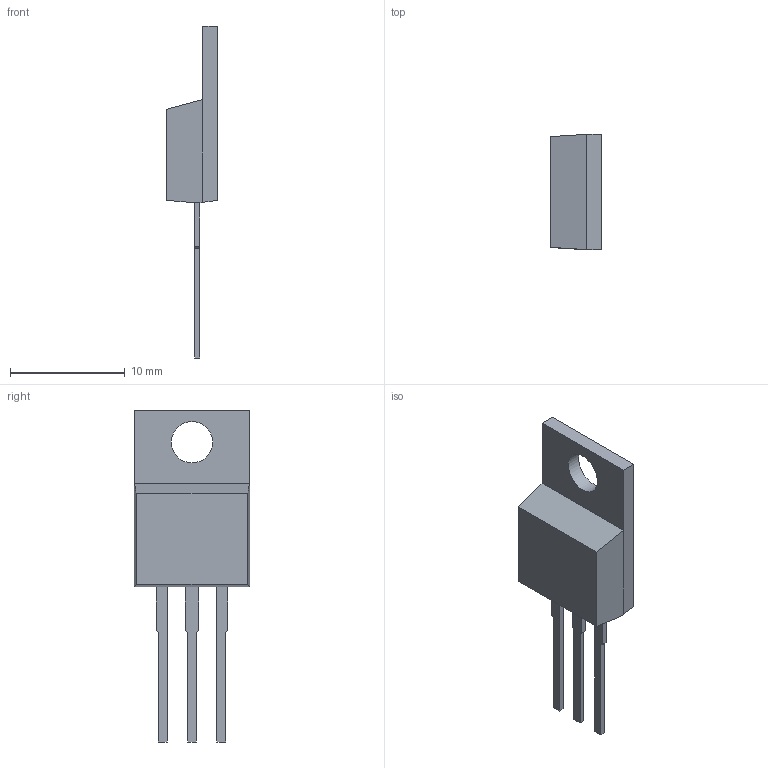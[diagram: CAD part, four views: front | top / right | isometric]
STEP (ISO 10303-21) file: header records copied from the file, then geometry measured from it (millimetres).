
FILE_DESCRIPTION( ( '' ), ' ' );
FILE_NAME( '5a7adb7c1fbec10ed95a2bc7.step', '2018-02-07T10:57:00', ( '' ), ( '' ), ' ', ' ', ' ' );
FILE_SCHEMA( ( 'AUTOMOTIVE_DESIGN { 1 0 10303 214 1 1 1 1 }' ) );
Length unit declared in the file: metre
Products named in the file (4): Open CASCADE STEP translator 6.8 4; Open CASCADE STEP translator 6.8 3; Open CASCADE STEP translator 6.8 2; Open CASCADE STEP translator 6.8 1
Bounding box: 4.43 x 10.03 x 28.88 mm (x, y, z)
Volume: 461.8 mm3; surface area: 576.6 mm2
Topology: 4 solids, 4 shells, 39 faces, 92 edges, 61 vertices
Faces by surface type: plane 38, cylinder 1
Full cylindrical faces by diameter (mm): 3.6 x1
Entity records: 1898 total; most frequent: CARTESIAN_POINT 193, ORIENTED_EDGE 180, DIRECTION 178, STYLED_ITEM 129, PRESENTATION_STYLE_ASSIGNMENT 129, COLOUR_RGB 129, EDGE_CURVE 90, CURVE_STYLE 90
